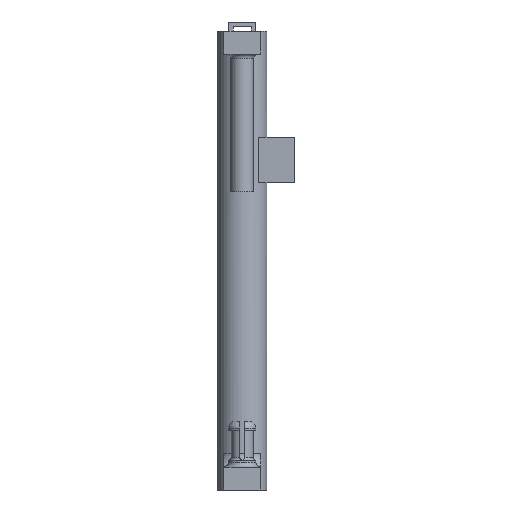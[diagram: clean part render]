
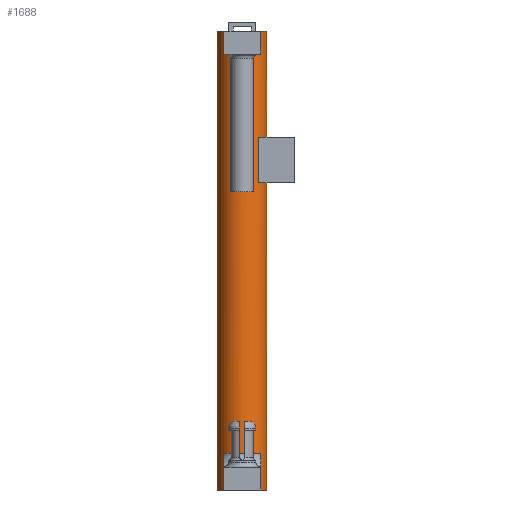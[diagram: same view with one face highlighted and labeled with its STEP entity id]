
A CAD part, left-side view. The second image highlights one B-rep face of the part: STEP entity #1688.
In plain terms, the highlighted cylindrical face has radius 5.4 mm (diameter 10.8 mm), a full revolution.
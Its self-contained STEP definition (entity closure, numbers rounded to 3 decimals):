
#29=B_SPLINE_CURVE_WITH_KNOTS('',3,(#2912,#2913,#2914,#2915,#2916,#2917),
 .UNSPECIFIED.,.F.,.F.,(4,2,4),(1.608,1.754,1.807),
 .UNSPECIFIED.);
#30=B_SPLINE_CURVE_WITH_KNOTS('',3,(#2918,#2919,#2920,#2921,#2922,#2923),
 .UNSPECIFIED.,.F.,.F.,(4,2,4),(1.41,1.463,1.608),
 .UNSPECIFIED.);
#39=FACE_BOUND('',#662,.T.);
#260=LINE('',#2774,#437);
#264=LINE('',#2783,#441);
#270=LINE('',#2862,#447);
#273=LINE('',#2868,#450);
#284=LINE('',#2904,#461);
#285=LINE('',#2909,#462);
#286=LINE('',#2926,#463);
#287=LINE('',#2928,#464);
#288=LINE('',#2931,#465);
#437=VECTOR('',#2170,10.);
#441=VECTOR('',#2180,10.);
#447=VECTOR('',#2204,10.);
#450=VECTOR('',#2209,10.);
#461=VECTOR('',#2246,10.);
#462=VECTOR('',#2253,10.);
#463=VECTOR('',#2260,5.4);
#464=VECTOR('',#2261,10.);
#465=VECTOR('',#2264,10.);
#484=CYLINDRICAL_SURFACE('',#1831,5.4);
#566=FACE_OUTER_BOUND('',#661,.T.);
#661=EDGE_LOOP('',(#1514,#1515,#1516,#1517,#1518,#1519,#1520,#1521,#1522,
#1523,#1524,#1525,#1526,#1527,#1528,#1529));
#662=EDGE_LOOP('',(#1530,#1531,#1532,#1533));
#685=CIRCLE('',#1716,5.4);
#686=CIRCLE('',#1717,5.4);
#712=CIRCLE('',#1802,5.4);
#713=CIRCLE('',#1805,5.4);
#715=CIRCLE('',#1810,5.4);
#716=CIRCLE('',#1811,5.4);
#725=CIRCLE('',#1832,5.4);
#726=CIRCLE('',#1833,5.4);
#732=VERTEX_POINT('',#2299);
#735=VERTEX_POINT('',#2304);
#736=VERTEX_POINT('',#2306);
#739=VERTEX_POINT('',#2312);
#853=VERTEX_POINT('',#2772);
#854=VERTEX_POINT('',#2773);
#855=VERTEX_POINT('',#2778);
#856=VERTEX_POINT('',#2782);
#860=VERTEX_POINT('',#2832);
#861=VERTEX_POINT('',#2843);
#862=VERTEX_POINT('',#2854);
#864=VERTEX_POINT('',#2860);
#865=VERTEX_POINT('',#2864);
#878=VERTEX_POINT('',#2903);
#879=VERTEX_POINT('',#2907);
#880=VERTEX_POINT('',#2911);
#881=VERTEX_POINT('',#2927);
#882=VERTEX_POINT('',#2929);
#894=EDGE_CURVE('',#735,#736,#685,.T.);
#898=EDGE_CURVE('',#739,#732,#686,.T.);
#1067=EDGE_CURVE('',#853,#854,#260,.T.);
#1070=EDGE_CURVE('',#854,#855,#712,.T.);
#1072=EDGE_CURVE('',#855,#856,#264,.T.);
#1074=EDGE_CURVE('',#856,#853,#713,.T.);
#1082=EDGE_CURVE('',#861,#862,#715,.T.);
#1083=EDGE_CURVE('',#862,#860,#716,.T.);
#1086=EDGE_CURVE('',#861,#864,#270,.T.);
#1089=EDGE_CURVE('',#865,#860,#273,.T.);
#1106=EDGE_CURVE('',#878,#732,#284,.T.);
#1109=EDGE_CURVE('',#735,#879,#285,.T.);
#1110=EDGE_CURVE('',#880,#878,#29,.T.);
#1111=EDGE_CURVE('',#879,#880,#30,.T.);
#1112=EDGE_CURVE('',#865,#864,#725,.T.);
#1113=EDGE_CURVE('',#862,#880,#286,.T.);
#1114=EDGE_CURVE('',#881,#739,#287,.T.);
#1115=EDGE_CURVE('',#882,#881,#726,.T.);
#1116=EDGE_CURVE('',#882,#736,#288,.T.);
#1514=ORIENTED_EDGE('',*,*,#1086,.T.);
#1515=ORIENTED_EDGE('',*,*,#1112,.F.);
#1516=ORIENTED_EDGE('',*,*,#1089,.T.);
#1517=ORIENTED_EDGE('',*,*,#1083,.F.);
#1518=ORIENTED_EDGE('',*,*,#1113,.T.);
#1519=ORIENTED_EDGE('',*,*,#1110,.T.);
#1520=ORIENTED_EDGE('',*,*,#1106,.T.);
#1521=ORIENTED_EDGE('',*,*,#898,.F.);
#1522=ORIENTED_EDGE('',*,*,#1114,.F.);
#1523=ORIENTED_EDGE('',*,*,#1115,.F.);
#1524=ORIENTED_EDGE('',*,*,#1116,.T.);
#1525=ORIENTED_EDGE('',*,*,#894,.F.);
#1526=ORIENTED_EDGE('',*,*,#1109,.T.);
#1527=ORIENTED_EDGE('',*,*,#1111,.T.);
#1528=ORIENTED_EDGE('',*,*,#1113,.F.);
#1529=ORIENTED_EDGE('',*,*,#1082,.F.);
#1530=ORIENTED_EDGE('',*,*,#1067,.T.);
#1531=ORIENTED_EDGE('',*,*,#1070,.T.);
#1532=ORIENTED_EDGE('',*,*,#1072,.T.);
#1533=ORIENTED_EDGE('',*,*,#1074,.T.);
#1688=ADVANCED_FACE('',(#566,#39),#484,.T.);
#1716=AXIS2_PLACEMENT_3D('',#2307,#1862,#1863);
#1717=AXIS2_PLACEMENT_3D('',#2314,#1867,#1868);
#1802=AXIS2_PLACEMENT_3D('',#2779,#2175,#2176);
#1805=AXIS2_PLACEMENT_3D('',#2786,#2184,#2185);
#1810=AXIS2_PLACEMENT_3D('',#2855,#2196,#2197);
#1811=AXIS2_PLACEMENT_3D('',#2856,#2198,#2199);
#1831=AXIS2_PLACEMENT_3D('',#2924,#2256,#2257);
#1832=AXIS2_PLACEMENT_3D('',#2925,#2258,#2259);
#1833=AXIS2_PLACEMENT_3D('',#2930,#2262,#2263);
#1862=DIRECTION('center_axis',(0.,0.,1.));
#1863=DIRECTION('ref_axis',(1.,0.,0.));
#1867=DIRECTION('center_axis',(0.,0.,1.));
#1868=DIRECTION('ref_axis',(1.,0.,0.));
#2170=DIRECTION('',(0.,0.,-1.));
#2175=DIRECTION('center_axis',(0.,0.,
-1.));
#2176=DIRECTION('ref_axis',(1.,0.,0.));
#2180=DIRECTION('',(0.,0.,1.));
#2184=DIRECTION('center_axis',(0.,0.,
1.));
#2185=DIRECTION('ref_axis',(1.,0.,0.));
#2196=DIRECTION('center_axis',(0.,0.,-1.));
#2197=DIRECTION('ref_axis',(-1.,0.,0.));
#2198=DIRECTION('center_axis',(0.,0.,-1.));
#2199=DIRECTION('ref_axis',(-1.,0.,0.));
#2204=DIRECTION('',(0.,0.,-1.));
#2209=DIRECTION('',(0.,0.,1.));
#2246=DIRECTION('',(0.,0.,1.));
#2253=DIRECTION('',(0.,0.,-1.));
#2256=DIRECTION('center_axis',(0.,0.,-1.));
#2257=DIRECTION('ref_axis',(1.,0.,0.));
#2258=DIRECTION('center_axis',(0.,0.,-1.));
#2259=DIRECTION('ref_axis',(1.,0.,0.));
#2260=DIRECTION('',(0.,0.,1.));
#2261=DIRECTION('',(0.,0.,-1.));
#2262=DIRECTION('center_axis',(0.,0.,1.));
#2263=DIRECTION('ref_axis',(1.,0.,0.));
#2264=DIRECTION('',(0.,0.,-1.));
#2299=CARTESIAN_POINT('',(-5.016,2.,-5.));
#2304=CARTESIAN_POINT('',(-5.016,-2.,-5.));
#2306=CARTESIAN_POINT('',(-3.628,-4.,-5.));
#2307=CARTESIAN_POINT('Origin',(0.,0.,-5.));
#2312=CARTESIAN_POINT('',(-3.628,4.,-5.));
#2314=CARTESIAN_POINT('Origin',(0.,0.,-5.));
#2772=CARTESIAN_POINT('',(4.,-3.628,-23.076));
#2773=CARTESIAN_POINT('',(4.,-3.628,-33.076));
#2774=CARTESIAN_POINT('',(4.,-3.628,0.));
#2778=CARTESIAN_POINT('',(-4.,-3.628,-33.076));
#2779=CARTESIAN_POINT('Origin',(0.,0.,-33.076));
#2782=CARTESIAN_POINT('',(-4.,-3.628,-23.076));
#2783=CARTESIAN_POINT('',(-4.,-3.628,0.));
#2786=CARTESIAN_POINT('Origin',(0.,0.,-23.076));
#2832=CARTESIAN_POINT('',(-3.628,4.,-92.));
#2843=CARTESIAN_POINT('',(-3.628,-4.,-92.));
#2854=CARTESIAN_POINT('',(-5.4,0.,-92.));
#2855=CARTESIAN_POINT('Origin',(0.,0.,-92.));
#2856=CARTESIAN_POINT('Origin',(0.,0.,-92.));
#2860=CARTESIAN_POINT('',(-3.628,-4.,-100.));
#2862=CARTESIAN_POINT('',(-3.628,-4.,0.));
#2864=CARTESIAN_POINT('',(-3.628,4.,-100.));
#2868=CARTESIAN_POINT('',(-3.628,4.,0.));
#2903=CARTESIAN_POINT('',(-5.016,2.,-19.985));
#2904=CARTESIAN_POINT('',(-5.016,2.,0.));
#2907=CARTESIAN_POINT('',(-5.016,-2.,-19.985));
#2909=CARTESIAN_POINT('',(-5.016,-2.,0.));
#2911=CARTESIAN_POINT('',(-5.4,0.,-19.622));
#2912=CARTESIAN_POINT('Ctrl Pts',(-5.4,0.,-19.622));
#2913=CARTESIAN_POINT('Ctrl Pts',(-5.4,0.484,-19.622));
#2914=CARTESIAN_POINT('Ctrl Pts',(-5.33,1.001,-19.687));
#2915=CARTESIAN_POINT('Ctrl Pts',(-5.142,1.66,-19.865));
#2916=CARTESIAN_POINT('Ctrl Pts',(-5.082,1.834,-19.922));
#2917=CARTESIAN_POINT('Ctrl Pts',(-5.016,2.,-19.985));
#2918=CARTESIAN_POINT('Ctrl Pts',(-5.016,-2.,-19.985));
#2919=CARTESIAN_POINT('Ctrl Pts',(-5.082,-1.834,-19.922));
#2920=CARTESIAN_POINT('Ctrl Pts',(-5.142,-1.66,-19.865));
#2921=CARTESIAN_POINT('Ctrl Pts',(-5.33,-1.001,-19.687));
#2922=CARTESIAN_POINT('Ctrl Pts',(-5.4,-0.484,-19.622));
#2923=CARTESIAN_POINT('Ctrl Pts',(-5.4,0.,-19.622));
#2924=CARTESIAN_POINT('Origin',(0.,0.,0.));
#2925=CARTESIAN_POINT('Origin',(0.,0.,-100.));
#2926=CARTESIAN_POINT('',(-5.4,0.,0.));
#2927=CARTESIAN_POINT('',(-3.628,4.,0.));
#2928=CARTESIAN_POINT('',(-3.628,4.,0.));
#2929=CARTESIAN_POINT('',(-3.628,-4.,0.));
#2930=CARTESIAN_POINT('Origin',(0.,0.,0.));
#2931=CARTESIAN_POINT('',(-3.628,-4.,0.));
